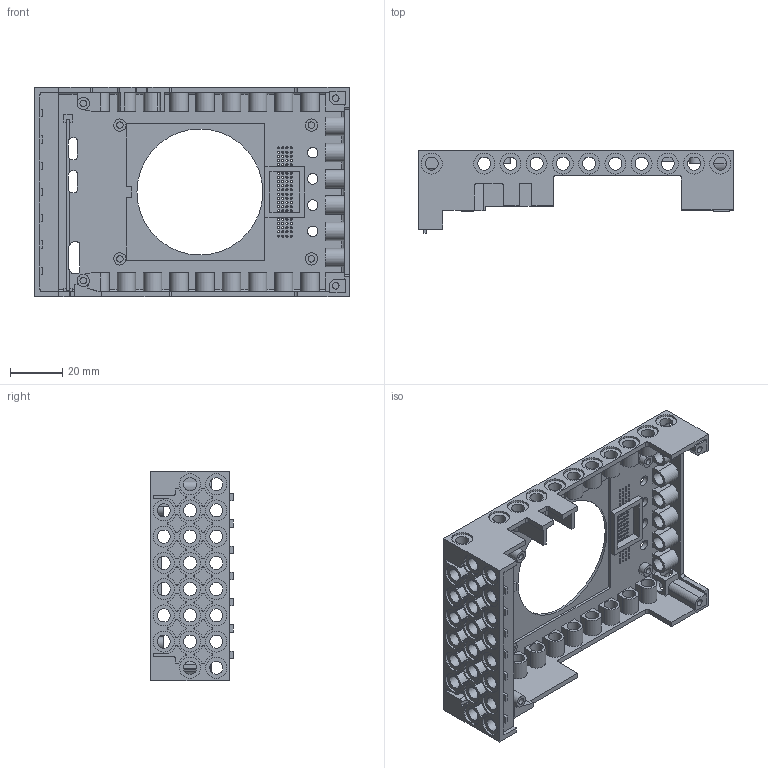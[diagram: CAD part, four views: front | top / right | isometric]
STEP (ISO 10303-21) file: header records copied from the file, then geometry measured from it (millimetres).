
FILE_DESCRIPTION(/* description */ (''),/* implementation_level */ '2;1');
FILE_NAME(/* name */ 'BRcA_1.stp',/* time_stamp */ '2019-06-11T10:10:17+02:00',/* author */ ('Varga Daniel'),/* organization */ (''),/* preprocessor_version */ 'ST-DEVELOPER v18',/* originating_system */ 'Autodesk Inventor 2020',/* authorisation */ '');
FILE_SCHEMA (('AUTOMOTIVE_DESIGN { 1 0 10303 214 3 1 1 }','AUTOMOTIVE_DESIGN { 1 0 10303 214 1 1 1 1 }'));
Length unit declared in the file: millimetre
Products named in the file (1): BRcA_2
Bounding box: 120 x 31.5 x 80 mm (x, y, z)
Volume: 38244.3 mm3; surface area: 41507.3 mm2
Topology: 1 solids, 1 shells, 760 faces, 2297 edges, 1620 vertices
Faces by surface type: cylinder 416, plane 344
Full cylindrical faces by diameter (mm): 0.8 x88, 2.5 x8, 4 x4, 4.7 x5, 5 x56, 8 x52, 48 x1
Entity records: 28069 total; most frequent: DIRECTION 4950, CARTESIAN_POINT 4678, ORIENTED_EDGE 4594, EDGE_CURVE 2297, AXIS2_PLACEMENT_3D 1892, VERTEX_POINT 1620, LINE 1166, VECTOR 1166
